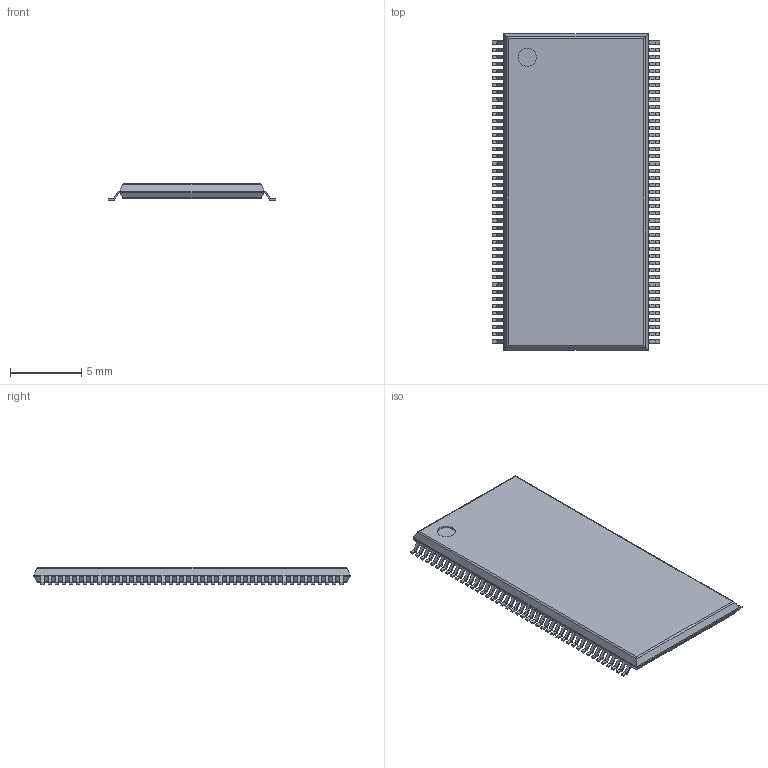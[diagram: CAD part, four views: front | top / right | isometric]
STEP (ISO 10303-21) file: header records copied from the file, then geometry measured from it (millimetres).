
FILE_DESCRIPTION(('FreeCAD Model'),'2;1');
FILE_NAME('5751474.1.1.stp','2020-04-11T22:36:54',( 'Author'),(''),'Open CASCADE STEP processor 6.9','FreeCAD','Unknown' );
FILE_SCHEMA(('AUTOMOTIVE_DESIGN { 1 0 10303 214 1 1 1 1 }'));
Length unit declared in the file: millimetre
Products named in the file (3): ASSEMBLY; Body; PinsArrayLR
Assembly tree (2 placements, depth 2):
  ASSEMBLY
    Body
    PinsArrayLR
Bounding box: 11.76 x 22.22 x 1.2 mm (x, y, z)
Volume: 236.8 mm3; surface area: 560.4 mm2
Topology: 87 solids, 87 shells, 1142 faces, 2885 edges, 1918 vertices
Faces by surface type: plane 875, cylinder 267
Full cylindrical faces by diameter (mm): 1.27 x1
Entity records: 72907 total; most frequent: CARTESIAN_POINT 13570, DIRECTION 11021, LINE 7419, VECTOR 7419, ORIENTED_EDGE 5770, PCURVE 5770, DEFINITIONAL_REPRESENTATION 5770, EDGE_CURVE 2885
